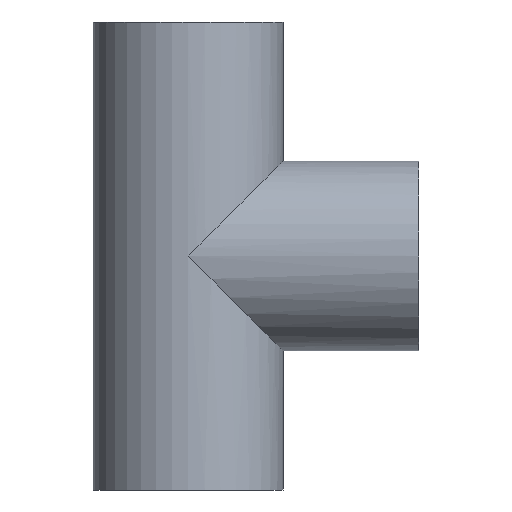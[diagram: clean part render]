
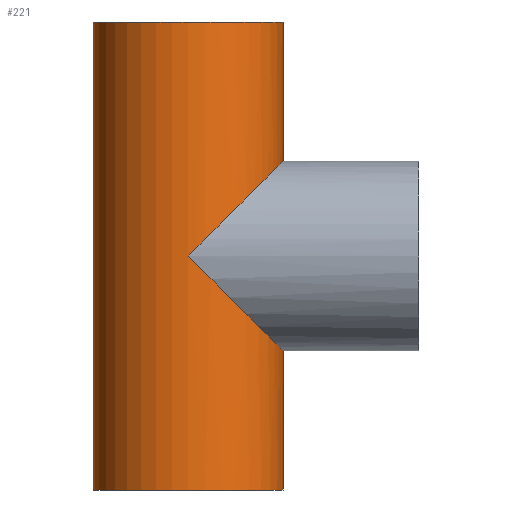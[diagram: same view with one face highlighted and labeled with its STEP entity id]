
A CAD part, front view. The second image highlights one B-rep face of the part: STEP entity #221.
In plain terms, the highlighted cylindrical face has radius 140 mm (diameter 280 mm), a partial arc.
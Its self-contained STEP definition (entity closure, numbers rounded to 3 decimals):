
#4 = DIRECTION ( 'NONE',  ( 0., 0., -1. ) ) ;
#7 = ORIENTED_EDGE ( 'NONE', *, *, #366, .F. ) ;
#8 = EDGE_CURVE ( 'NONE', #428, #78, #185, .T. ) ;
#30 = CARTESIAN_POINT ( 'NONE',  ( 140., 0., -140. ) ) ;
#37 = EDGE_CURVE ( 'NONE', #295, #220, #448, .T. ) ;
#38 = VERTEX_POINT ( 'NONE', #162 ) ;
#42 = VECTOR ( 'NONE', #235, 1000. ) ;
#45 = ORIENTED_EDGE ( 'NONE', *, *, #323, .F. ) ;
#49 = CARTESIAN_POINT ( 'NONE',  ( 140., -82.01, -140. ) ) ;
#77 = CARTESIAN_POINT ( 'NONE',  ( -140., 0., -345. ) ) ;
#78 = VERTEX_POINT ( 'NONE', #442 ) ;
#80 = ORIENTED_EDGE ( 'NONE', *, *, #81, .F. ) ;
#81 = EDGE_CURVE ( 'NONE', #295, #114, #369, .T. ) ;
#83 = VECTOR ( 'NONE', #316, 1000. ) ;
#88 = CARTESIAN_POINT ( 'NONE',  ( 82.01, -140., -82.01 ) ) ;
#91 = ORIENTED_EDGE ( 'NONE', *, *, #196, .F. ) ;
#114 = VERTEX_POINT ( 'NONE', #269 ) ;
#115 = CARTESIAN_POINT ( 'NONE',  ( 140., 0., 140. ) ) ;
#123 = VERTEX_POINT ( 'NONE', #30 ) ;
#129 = DIRECTION ( 'NONE',  ( 1., 0., 0. ) ) ;
#139 = AXIS2_PLACEMENT_3D ( 'NONE', #206, #4, #351 ) ;
#140 = DIRECTION ( 'NONE',  ( 0., 0., 1. ) ) ;
#152 = CARTESIAN_POINT ( 'NONE',  ( 0., -140., 0. ) ) ;
#162 = CARTESIAN_POINT ( 'NONE',  ( 140., 0., -345. ) ) ;
#168 = CARTESIAN_POINT ( 'NONE',  ( 140., -82.01, 140. ) ) ;
#184 = LINE ( 'NONE', #360, #42 ) ;
#185 =( BOUNDED_CURVE ( )  B_SPLINE_CURVE ( 3, ( #341, #168, #410, #411 ),
 .UNSPECIFIED., .F., .F. ) 
 B_SPLINE_CURVE_WITH_KNOTS ( ( 4, 4 ),
 ( 3.142, 4.712 ),
 .UNSPECIFIED. ) 
 CURVE ( )  GEOMETRIC_REPRESENTATION_ITEM ( )  RATIONAL_B_SPLINE_CURVE ( ( 1., 0.805, 0.805, 1. ) ) 
 REPRESENTATION_ITEM ( '' )  );
#187 = CIRCLE ( 'NONE', #346, 140. ) ;
#196 = EDGE_CURVE ( 'NONE', #114, #428, #348, .T. ) ;
#204 = EDGE_CURVE ( 'NONE', #220, #38, #187, .T. ) ;
#206 = CARTESIAN_POINT ( 'NONE',  ( 0., 0., 345. ) ) ;
#215 = FACE_OUTER_BOUND ( 'NONE', #217, .T. ) ;
#217 = EDGE_LOOP ( 'NONE', ( #91, #80, #352, #403, #45, #7, #329 ) ) ;
#218 = AXIS2_PLACEMENT_3D ( 'NONE', #367, #332, #129 ) ;
#220 = VERTEX_POINT ( 'NONE', #77 ) ;
#221 = ADVANCED_FACE ( 'NONE', ( #215 ), #243, .T. ) ;
#228 =( BOUNDED_CURVE ( )  B_SPLINE_CURVE ( 3, ( #152, #88, #49, #267 ),
 .UNSPECIFIED., .F., .F. ) 
 B_SPLINE_CURVE_WITH_KNOTS ( ( 4, 4 ),
 ( 4.712, 6.283 ),
 .UNSPECIFIED. ) 
 CURVE ( )  GEOMETRIC_REPRESENTATION_ITEM ( )  RATIONAL_B_SPLINE_CURVE ( ( 1., 0.805, 0.805, 1. ) ) 
 REPRESENTATION_ITEM ( '' )  );
#235 = DIRECTION ( 'NONE',  ( 0., 0., -1. ) ) ;
#239 = DIRECTION ( 'NONE',  ( 0., 0., -1. ) ) ;
#243 = CYLINDRICAL_SURFACE ( 'NONE', #139, 140. ) ;
#252 = CARTESIAN_POINT ( 'NONE',  ( 0., 0., -345. ) ) ;
#265 = CARTESIAN_POINT ( 'NONE',  ( -140., 0., 345. ) ) ;
#267 = CARTESIAN_POINT ( 'NONE',  ( 140., 0., -140. ) ) ;
#269 = CARTESIAN_POINT ( 'NONE',  ( 140., 0., 345. ) ) ;
#295 = VERTEX_POINT ( 'NONE', #345 ) ;
#316 = DIRECTION ( 'NONE',  ( 0., 0., -1. ) ) ;
#323 = EDGE_CURVE ( 'NONE', #123, #38, #184, .T. ) ;
#329 = ORIENTED_EDGE ( 'NONE', *, *, #8, .F. ) ;
#332 = DIRECTION ( 'NONE',  ( 0., 0., 1. ) ) ;
#341 = CARTESIAN_POINT ( 'NONE',  ( 140., 0., 140. ) ) ;
#345 = CARTESIAN_POINT ( 'NONE',  ( -140., 0., 345. ) ) ;
#346 = AXIS2_PLACEMENT_3D ( 'NONE', #252, #140, #381 ) ;
#348 = LINE ( 'NONE', #391, #83 ) ;
#351 = DIRECTION ( 'NONE',  ( -1., 0., 0. ) ) ;
#352 = ORIENTED_EDGE ( 'NONE', *, *, #37, .T. ) ;
#360 = CARTESIAN_POINT ( 'NONE',  ( 140., 0., 345. ) ) ;
#366 = EDGE_CURVE ( 'NONE', #78, #123, #228, .T. ) ;
#367 = CARTESIAN_POINT ( 'NONE',  ( 0., 0., 345. ) ) ;
#369 = CIRCLE ( 'NONE', #218, 140. ) ;
#381 = DIRECTION ( 'NONE',  ( 1., 0., 0. ) ) ;
#385 = VECTOR ( 'NONE', #239, 1000. ) ;
#391 = CARTESIAN_POINT ( 'NONE',  ( 140., 0., 345. ) ) ;
#403 = ORIENTED_EDGE ( 'NONE', *, *, #204, .T. ) ;
#410 = CARTESIAN_POINT ( 'NONE',  ( 82.01, -140., 82.01 ) ) ;
#411 = CARTESIAN_POINT ( 'NONE',  ( 0., -140., 0. ) ) ;
#428 = VERTEX_POINT ( 'NONE', #115 ) ;
#442 = CARTESIAN_POINT ( 'NONE',  ( 0., -140., 0. ) ) ;
#448 = LINE ( 'NONE', #265, #385 ) ;
